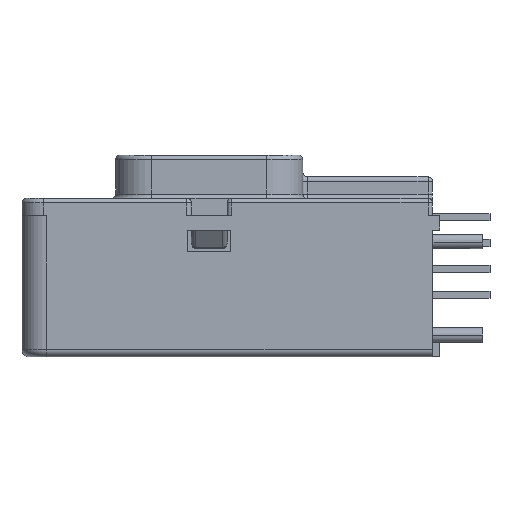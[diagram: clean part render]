
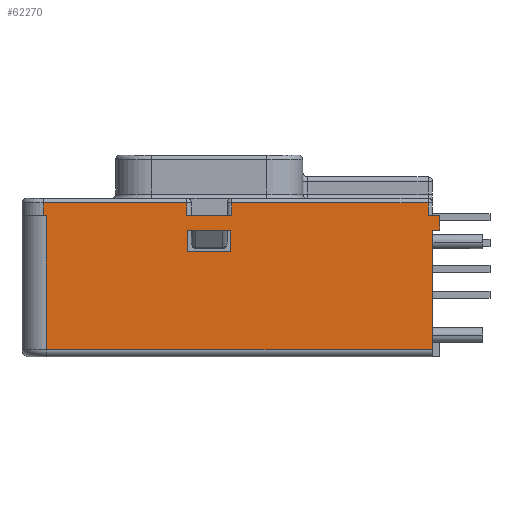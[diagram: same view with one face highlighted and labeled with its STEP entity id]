
A CAD part, left-side view. The second image highlights one B-rep face of the part: STEP entity #62270.
In plain terms, the highlighted planar face has unit normal (-1, 0, 0).
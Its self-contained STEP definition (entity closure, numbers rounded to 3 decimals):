
#4750=CARTESIAN_POINT('',(-16.5,-13.792,10.7));
#4760=DIRECTION('',(0.,-1.,0.));
#4770=VECTOR('',#4760,1.);
#4780=LINE('',#4750,#4770);
#4790=CARTESIAN_POINT('',(-16.5,-1.55,10.7));
#4800=VERTEX_POINT('',#4790);
#4810=CARTESIAN_POINT('',(-16.5,-15.2,10.7));
#4820=VERTEX_POINT('',#4810);
#4830=EDGE_CURVE('',#4800,#4820,#4780,.T.);
#13120=CARTESIAN_POINT('',(-16.5,-16.,9.8));
#13130=VERTEX_POINT('',#13120);
#13160=CARTESIAN_POINT('',(-16.5,0.,9.8));
#13170=DIRECTION('',(0.,1.,0.));
#13180=VECTOR('',#13170,1.);
#13190=LINE('',#13160,#13180);
#13200=CARTESIAN_POINT('',(-16.5,-15.2,9.8));
#13210=VERTEX_POINT('',#13200);
#13220=EDGE_CURVE('',#13130,#13210,#13190,.T.);
#19180=CARTESIAN_POINT('',(-16.5,-16.,8.8));
#19190=VERTEX_POINT('',#19180);
#19340=CARTESIAN_POINT('',(-16.5,-15.5,8.8));
#19350=VERTEX_POINT('',#19340);
#19380=CARTESIAN_POINT('',(-16.5,0.,8.8));
#19390=DIRECTION('',(0.,1.,0.));
#19400=VECTOR('',#19390,1.);
#19410=LINE('',#19380,#19400);
#19420=EDGE_CURVE('',#19190,#19350,#19410,.T.);
#22070=CARTESIAN_POINT('',(-16.5,11.5,9.8));
#22080=VERTEX_POINT('',#22070);
#22110=CARTESIAN_POINT('',(-16.5,-15.5,9.8));
#22120=DIRECTION('',(0.,1.,0.));
#22130=VECTOR('',#22120,1.);
#22140=LINE('',#22110,#22130);
#22150=CARTESIAN_POINT('',(-16.5,11.3,9.8));
#22160=VERTEX_POINT('',#22150);
#22170=EDGE_CURVE('',#22160,#22080,#22140,.T.);
#24770=CARTESIAN_POINT('',(-16.5,1.55,10.7));
#24780=VERTEX_POINT('',#24770);
#24810=CARTESIAN_POINT('',(-16.5,-13.792,10.7));
#24820=DIRECTION('',(0.,-1.,0.));
#24830=VECTOR('',#24820,1.);
#24840=LINE('',#24810,#24830);
#24850=CARTESIAN_POINT('',(-16.5,11.5,10.7));
#24860=VERTEX_POINT('',#24850);
#24870=EDGE_CURVE('',#24860,#24780,#24840,.T.);
#45670=CARTESIAN_POINT('',(-16.5,-16.,0.));
#45680=DIRECTION('',(0.,0.,1.));
#45690=VECTOR('',#45680,1.);
#45700=LINE('',#45670,#45690);
#45710=EDGE_CURVE('',#19190,#13130,#45700,.T.);
#61280=CARTESIAN_POINT('',(-16.5,-15.5,9.8));
#61290=DIRECTION('',(-1.,0.,0.));
#61300=DIRECTION('',(0.,1.,0.));
#61310=AXIS2_PLACEMENT_3D('',#61280,#61290,#61300);
#61320=PLANE('',#61310);
#61330=CARTESIAN_POINT('',(-16.5,11.5,9.8));
#61340=DIRECTION('',(0.,0.,1.));
#61350=VECTOR('',#61340,1.);
#61360=LINE('',#61330,#61350);
#61370=EDGE_CURVE('',#22080,#24860,#61360,.T.);
#61380=ORIENTED_EDGE('',*,*,#61370,.F.);
#61390=ORIENTED_EDGE('',*,*,#24870,.F.);
#61400=CARTESIAN_POINT('',(-16.5,1.55,9.8));
#61410=DIRECTION('',(0.,0.,-1.));
#61420=VECTOR('',#61410,1.);
#61430=LINE('',#61400,#61420);
#61440=CARTESIAN_POINT('',(-16.5,1.55,9.8));
#61450=VERTEX_POINT('',#61440);
#61460=EDGE_CURVE('',#24780,#61450,#61430,.T.);
#61470=ORIENTED_EDGE('',*,*,#61460,.F.);
#61480=CARTESIAN_POINT('',(-16.5,-1.55,9.8));
#61490=VERTEX_POINT('',#61480);
#61500=EDGE_CURVE('',#61490,#61450,#13190,.T.);
#61510=ORIENTED_EDGE('',*,*,#61500,.T.);
#61520=CARTESIAN_POINT('',(-16.5,-1.55,9.8));
#61530=DIRECTION('',(0.,0.,1.));
#61540=VECTOR('',#61530,1.);
#61550=LINE('',#61520,#61540);
#61560=EDGE_CURVE('',#61490,#4800,#61550,.T.);
#61570=ORIENTED_EDGE('',*,*,#61560,.F.);
#61580=ORIENTED_EDGE('',*,*,#4830,.F.);
#61590=CARTESIAN_POINT('',(-16.5,-15.2,9.8));
#61600=DIRECTION('',(0.,0.,-1.));
#61610=VECTOR('',#61600,1.);
#61620=LINE('',#61590,#61610);
#61630=EDGE_CURVE('',#4820,#13210,#61620,.T.);
#61640=ORIENTED_EDGE('',*,*,#61630,.F.);
#61650=ORIENTED_EDGE('',*,*,#13220,.T.);
#61660=ORIENTED_EDGE('',*,*,#45710,.T.);
#61670=ORIENTED_EDGE('',*,*,#19420,.F.);
#61680=CARTESIAN_POINT('',(-16.5,-15.5,0.));
#61690=DIRECTION('',(0.,0.,1.));
#61700=VECTOR('',#61690,1.);
#61710=LINE('',#61680,#61700);
#61720=CARTESIAN_POINT('',(-16.5,-15.5,0.5));
#61730=VERTEX_POINT('',#61720);
#61740=EDGE_CURVE('',#61730,#19350,#61710,.T.);
#61750=ORIENTED_EDGE('',*,*,#61740,.T.);
#61760=CARTESIAN_POINT('',(-16.5,0.,0.5));
#61770=DIRECTION('',(0.,-1.,0.));
#61780=VECTOR('',#61770,1.);
#61790=LINE('',#61760,#61780);
#61800=CARTESIAN_POINT('',(-16.5,11.3,0.5));
#61810=VERTEX_POINT('',#61800);
#61820=EDGE_CURVE('',#61810,#61730,#61790,.T.);
#61830=ORIENTED_EDGE('',*,*,#61820,.T.);
#61840=CARTESIAN_POINT('',(-16.5,11.3,0.));
#61850=DIRECTION('',(0.,0.,1.));
#61860=VECTOR('',#61850,1.);
#61870=LINE('',#61840,#61860);
#61880=EDGE_CURVE('',#61810,#22160,#61870,.T.);
#61890=ORIENTED_EDGE('',*,*,#61880,.F.);
#61900=ORIENTED_EDGE('',*,*,#22170,.F.);
#61910=EDGE_LOOP('',(#61900,#61890,#61830,#61750,#61670,#61660,#61650,
#61640,#61580,#61570,#61510,#61470,#61390,#61380));
#61920=FACE_OUTER_BOUND('',#61910,.T.);
#61930=CARTESIAN_POINT('',(-16.5,0.,8.8));
#61940=DIRECTION('',(0.,1.,0.));
#61950=VECTOR('',#61940,1.);
#61960=LINE('',#61930,#61950);
#61970=CARTESIAN_POINT('',(-16.5,-1.5,8.8));
#61980=VERTEX_POINT('',#61970);
#61990=CARTESIAN_POINT('',(-16.5,1.5,8.8));
#62000=VERTEX_POINT('',#61990);
#62010=EDGE_CURVE('',#61980,#62000,#61960,.T.);
#62020=ORIENTED_EDGE('',*,*,#62010,.F.);
#62030=CARTESIAN_POINT('',(-16.5,1.5,0.));
#62040=DIRECTION('',(0.,0.,-1.));
#62050=VECTOR('',#62040,1.);
#62060=LINE('',#62030,#62050);
#62070=CARTESIAN_POINT('',(-16.5,1.5,7.3));
#62080=VERTEX_POINT('',#62070);
#62090=EDGE_CURVE('',#62000,#62080,#62060,.T.);
#62100=ORIENTED_EDGE('',*,*,#62090,.F.);
#62110=CARTESIAN_POINT('',(-16.5,0.,7.3));
#62120=DIRECTION('',(0.,-1.,0.));
#62130=VECTOR('',#62120,1.);
#62140=LINE('',#62110,#62130);
#62150=CARTESIAN_POINT('',(-16.5,-1.5,7.3));
#62160=VERTEX_POINT('',#62150);
#62170=EDGE_CURVE('',#62080,#62160,#62140,.T.);
#62180=ORIENTED_EDGE('',*,*,#62170,.F.);
#62190=CARTESIAN_POINT('',(-16.5,-1.5,0.));
#62200=DIRECTION('',(0.,0.,1.));
#62210=VECTOR('',#62200,1.);
#62220=LINE('',#62190,#62210);
#62230=EDGE_CURVE('',#62160,#61980,#62220,.T.);
#62240=ORIENTED_EDGE('',*,*,#62230,.F.);
#62250=EDGE_LOOP('',(#62240,#62180,#62100,#62020));
#62260=FACE_BOUND('',#62250,.T.);
#62270=ADVANCED_FACE('',(#61920,#62260),#61320,.T.);
